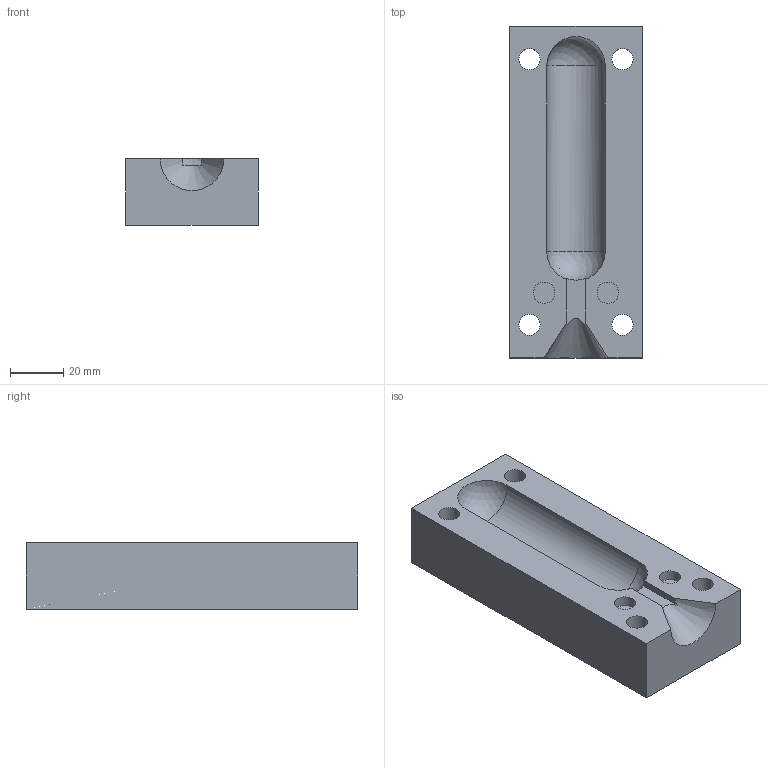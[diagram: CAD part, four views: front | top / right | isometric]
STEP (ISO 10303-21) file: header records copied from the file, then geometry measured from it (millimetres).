
FILE_DESCRIPTION(/* description */ (''),/* implementation_level */ '2;1');
FILE_NAME(/* name */ 'headphone_rubber_mold_A_SHORT.stp',/* time_stamp */ '2018-06-07T22:19:16+02:00',/* author */ ('daniel.bruns'),/* organization */ (''),/* preprocessor_version */ 'ST-DEVELOPER v17',/* originating_system */ 'Autodesk Inventor 2018',/* authorisation */ '');
FILE_SCHEMA (('AUTOMOTIVE_DESIGN { 1 0 10303 214 3 1 1 }'));
Length unit declared in the file: millimetre
Products named in the file (1): headphone_rubber_mold_A_SHORT
Bounding box: 50 x 125 x 25 mm (x, y, z)
Volume: 133050.5 mm3; surface area: 24842.3 mm2
Topology: 1 solids, 1 shells, 21 faces, 63 edges, 45 vertices
Faces by surface type: plane 11, cylinder 7, sphere 2, cone 1
Full cylindrical faces by diameter (mm): 8 x4, 8.05 x2
Entity records: 786 total; most frequent: CARTESIAN_POINT 137, DIRECTION 133, ORIENTED_EDGE 124, EDGE_CURVE 62, AXIS2_PLACEMENT_3D 53, VERTEX_POINT 45, CIRCLE 31, EDGE_LOOP 31
